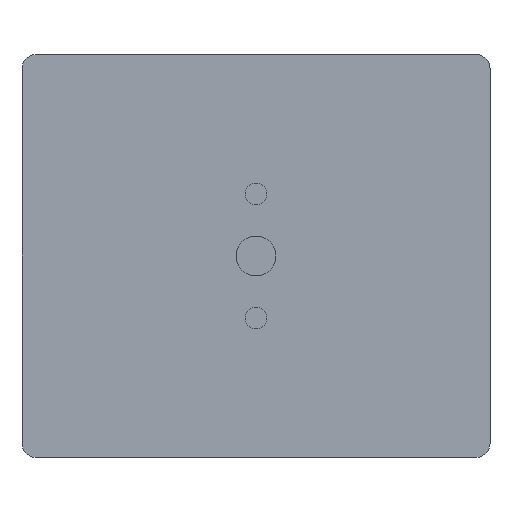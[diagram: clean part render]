
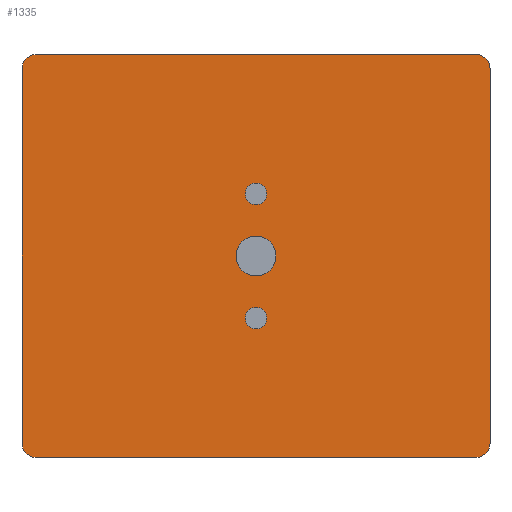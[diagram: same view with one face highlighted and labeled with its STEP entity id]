
A CAD part, front view. The second image highlights one B-rep face of the part: STEP entity #1335.
In plain terms, the highlighted planar face has unit normal (0, -1, 0).
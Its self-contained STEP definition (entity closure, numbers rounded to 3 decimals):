
#15=FACE_BOUND('',#208,.T.);
#16=FACE_BOUND('',#209,.T.);
#17=FACE_BOUND('',#210,.T.);
#35=CIRCLE('',#1401,1.5);
#37=CIRCLE('',#1405,1.5);
#51=CIRCLE('',#1453,2.769);
#53=CIRCLE('',#1456,2.);
#54=CIRCLE('',#1457,2.);
#55=CIRCLE('',#1458,2.);
#56=CIRCLE('',#1459,2.);
#128=FACE_OUTER_BOUND('',#207,.T.);
#207=EDGE_LOOP('',(#1006,#1007,#1008,#1009,#1010,#1011,#1012,#1013));
#208=EDGE_LOOP('',(#1014));
#209=EDGE_LOOP('',(#1015));
#210=EDGE_LOOP('',(#1016));
#334=LINE('',#2078,#482);
#335=LINE('',#2082,#483);
#336=LINE('',#2086,#484);
#337=LINE('',#2090,#485);
#482=VECTOR('',#1701,10.);
#483=VECTOR('',#1704,10.);
#484=VECTOR('',#1707,10.);
#485=VECTOR('',#1710,10.);
#569=VERTEX_POINT('',#1914);
#571=VERTEX_POINT('',#1921);
#617=VERTEX_POINT('',#2070);
#619=VERTEX_POINT('',#2076);
#620=VERTEX_POINT('',#2077);
#621=VERTEX_POINT('',#2079);
#622=VERTEX_POINT('',#2081);
#623=VERTEX_POINT('',#2083);
#624=VERTEX_POINT('',#2085);
#625=VERTEX_POINT('',#2087);
#626=VERTEX_POINT('',#2089);
#695=EDGE_CURVE('',#569,#569,#35,.T.);
#698=EDGE_CURVE('',#571,#571,#37,.T.);
#767=EDGE_CURVE('',#617,#617,#51,.T.);
#770=EDGE_CURVE('',#619,#620,#334,.T.);
#771=EDGE_CURVE('',#620,#621,#53,.T.);
#772=EDGE_CURVE('',#621,#622,#335,.T.);
#773=EDGE_CURVE('',#622,#623,#54,.T.);
#774=EDGE_CURVE('',#623,#624,#336,.T.);
#775=EDGE_CURVE('',#624,#625,#55,.T.);
#776=EDGE_CURVE('',#625,#626,#337,.T.);
#777=EDGE_CURVE('',#626,#619,#56,.T.);
#1006=ORIENTED_EDGE('',*,*,#770,.T.);
#1007=ORIENTED_EDGE('',*,*,#771,.T.);
#1008=ORIENTED_EDGE('',*,*,#772,.T.);
#1009=ORIENTED_EDGE('',*,*,#773,.T.);
#1010=ORIENTED_EDGE('',*,*,#774,.T.);
#1011=ORIENTED_EDGE('',*,*,#775,.T.);
#1012=ORIENTED_EDGE('',*,*,#776,.T.);
#1013=ORIENTED_EDGE('',*,*,#777,.T.);
#1014=ORIENTED_EDGE('',*,*,#695,.T.);
#1015=ORIENTED_EDGE('',*,*,#698,.T.);
#1016=ORIENTED_EDGE('',*,*,#767,.T.);
#1264=PLANE('',#1455);
#1335=ADVANCED_FACE('',(#128,#15,#16,#17),#1264,.T.);
#1401=AXIS2_PLACEMENT_3D('',#1915,#1534,#1535);
#1405=AXIS2_PLACEMENT_3D('',#1922,#1543,#1544);
#1453=AXIS2_PLACEMENT_3D('',#2071,#1694,#1695);
#1455=AXIS2_PLACEMENT_3D('',#2075,#1699,#1700);
#1456=AXIS2_PLACEMENT_3D('',#2080,#1702,#1703);
#1457=AXIS2_PLACEMENT_3D('',#2084,#1705,#1706);
#1458=AXIS2_PLACEMENT_3D('',#2088,#1708,#1709);
#1459=AXIS2_PLACEMENT_3D('',#2091,#1711,#1712);
#1534=DIRECTION('center_axis',(0.,1.,0.));
#1535=DIRECTION('ref_axis',(1.,0.,0.));
#1543=DIRECTION('center_axis',(0.,1.,0.));
#1544=DIRECTION('ref_axis',(1.,0.,0.));
#1694=DIRECTION('center_axis',(0.,1.,0.));
#1695=DIRECTION('ref_axis',(-1.,0.,0.));
#1699=DIRECTION('center_axis',(0.,-1.,0.));
#1700=DIRECTION('ref_axis',(0.,0.,-1.));
#1701=DIRECTION('',(0.,0.,-1.));
#1702=DIRECTION('center_axis',(0.,-1.,0.));
#1703=DIRECTION('ref_axis',(-1.,0.,0.));
#1704=DIRECTION('',(1.,0.,0.));
#1705=DIRECTION('center_axis',(0.,-1.,0.));
#1706=DIRECTION('ref_axis',(0.,0.,-1.));
#1707=DIRECTION('',(0.,0.,1.));
#1708=DIRECTION('center_axis',(0.,-1.,0.));
#1709=DIRECTION('ref_axis',(1.,0.,0.));
#1710=DIRECTION('',(-1.,0.,0.));
#1711=DIRECTION('center_axis',(0.,-1.,0.));
#1712=DIRECTION('ref_axis',(0.,0.,1.));
#1914=CARTESIAN_POINT('',(-1.5,-5.,8.625));
#1915=CARTESIAN_POINT('Origin',(0.,-5.,8.625));
#1921=CARTESIAN_POINT('',(-1.5,-5.,-8.625));
#1922=CARTESIAN_POINT('Origin',(0.,-5.,-8.625));
#2070=CARTESIAN_POINT('',(2.769,-5.,0.));
#2071=CARTESIAN_POINT('Origin',(0.,-5.,0.));
#2075=CARTESIAN_POINT('Origin',(0.,-5.,0.));
#2076=CARTESIAN_POINT('',(-32.5,-5.,26.));
#2077=CARTESIAN_POINT('',(-32.5,-5.,-26.));
#2078=CARTESIAN_POINT('',(-32.5,-5.,26.));
#2079=CARTESIAN_POINT('',(-30.5,-5.,-28.));
#2080=CARTESIAN_POINT('Origin',(-30.5,-5.,-26.));
#2081=CARTESIAN_POINT('',(30.5,-5.,-28.));
#2082=CARTESIAN_POINT('',(-30.5,-5.,-28.));
#2083=CARTESIAN_POINT('',(32.5,-5.,-26.));
#2084=CARTESIAN_POINT('Origin',(30.5,-5.,-26.));
#2085=CARTESIAN_POINT('',(32.5,-5.,26.));
#2086=CARTESIAN_POINT('',(32.5,-5.,-26.));
#2087=CARTESIAN_POINT('',(30.5,-5.,28.));
#2088=CARTESIAN_POINT('Origin',(30.5,-5.,26.));
#2089=CARTESIAN_POINT('',(-30.5,-5.,28.));
#2090=CARTESIAN_POINT('',(30.5,-5.,28.));
#2091=CARTESIAN_POINT('Origin',(-30.5,-5.,26.));
